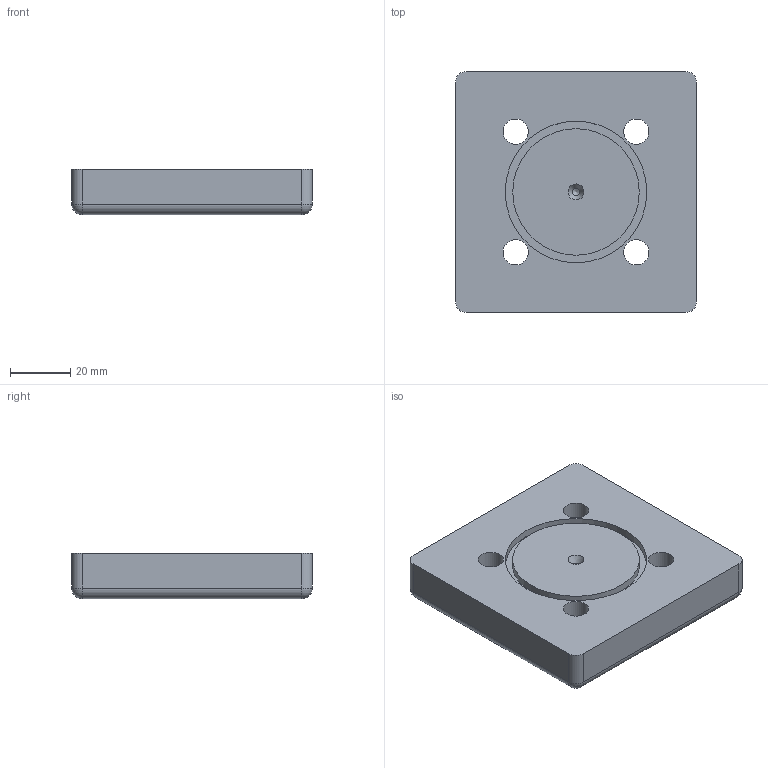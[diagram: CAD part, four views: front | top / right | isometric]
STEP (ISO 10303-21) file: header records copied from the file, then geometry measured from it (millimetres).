
FILE_DESCRIPTION((''),'2;1');
FILE_NAME('SD0126N.stp','2009-08-10T15:14:24',('teddy iii'),(''),'Autodesk Inventor 11','Autodesk Inventor 11','');
FILE_SCHEMA(('AUTOMOTIVE_DESIGN { 1 0 10303 214 1 1 1 1 }'));
Length unit declared in the file: millimetre
Products named in the file (1): SD0126N
Bounding box: 80 x 80 x 15 mm (x, y, z)
Volume: 86426.9 mm3; surface area: 19625.8 mm2
Topology: 1 solids, 1 shells, 37 faces, 78 edges, 45 vertices
Faces by surface type: bspline 15, cylinder 10, plane 8, sphere 4
Full cylindrical faces by diameter (mm): 42 x1, 47 x1
Entity records: 1062 total; most frequent: CARTESIAN_POINT 339, DIRECTION 144, ORIENTED_EDGE 118, EDGE_LOOP 64, AXIS2_PLACEMENT_3D 62, EDGE_CURVE 59, VERTEX_POINT 43, CIRCLE 39
